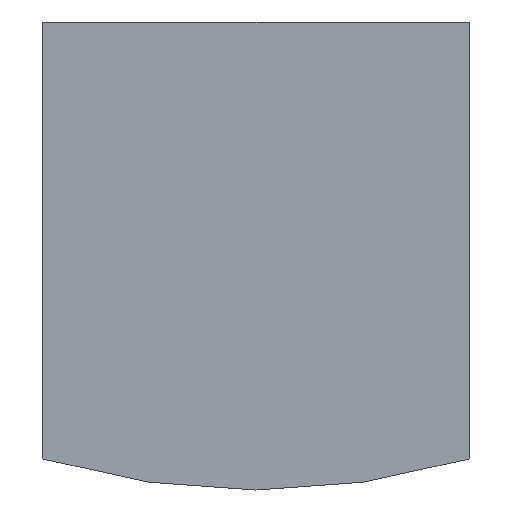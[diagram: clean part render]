
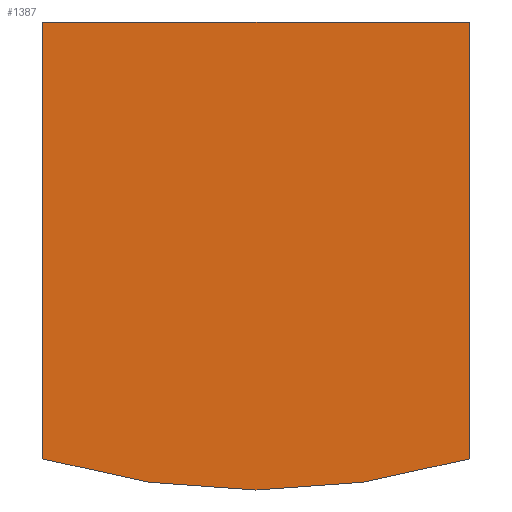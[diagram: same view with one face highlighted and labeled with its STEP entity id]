
A CAD part, left-side view. The second image highlights one B-rep face of the part: STEP entity #1387.
In plain terms, the highlighted planar face has unit normal (-1, 0, 0).
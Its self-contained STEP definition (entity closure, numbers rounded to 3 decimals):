
#70=CARTESIAN_POINT('Vertex',(-1.,4.5,4.)) ;
#73=CARTESIAN_POINT('Axis2P3D Location',(-1.,14.5,37.541)) ;
#77=CARTESIAN_POINT('Vertex',(-1.,24.5,4.)) ;
#358=CARTESIAN_POINT('Vertex',(-1.,4.5,24.5)) ;
#361=CARTESIAN_POINT('Line Origine',(-1.,4.5,14.25)) ;
#643=CARTESIAN_POINT('Line Origine',(-1.,24.5,14.25)) ;
#647=CARTESIAN_POINT('Vertex',(-1.,24.5,24.5)) ;
#1318=CARTESIAN_POINT('Line Origine',(-1.,14.5,24.5)) ;
#1376=CARTESIAN_POINT('Axis2P3D Location',(-1.,0.,0.)) ;
#74=DIRECTION('Axis2P3D Direction',(-1.,0.,0.)) ;
#362=DIRECTION('Vector Direction',(0.,0.,1.)) ;
#644=DIRECTION('Vector Direction',(0.,0.,-1.)) ;
#1319=DIRECTION('Vector Direction',(0.,1.,0.)) ;
#1377=DIRECTION('Axis2P3D Direction',(-1.,0.,0.)) ;
#1378=DIRECTION('Axis2P3D XDirection',(0.,-0.,1.)) ;
#75=AXIS2_PLACEMENT_3D('Circle Axis2P3D',#73,#74,$) ;
#1379=AXIS2_PLACEMENT_3D('Plane Axis2P3D',#1376,#1377,#1378) ;
#1382=ORIENTED_EDGE('',*,*,#1322,.T.) ;
#1383=ORIENTED_EDGE('',*,*,#649,.T.) ;
#1384=ORIENTED_EDGE('',*,*,#79,.T.) ;
#1385=ORIENTED_EDGE('',*,*,#365,.T.) ;
#363=VECTOR('Line Direction',#362,1.) ;
#645=VECTOR('Line Direction',#644,1.) ;
#1320=VECTOR('Line Direction',#1319,1.) ;
#1387=ADVANCED_FACE('Solid_Simplified',(#1386),#1380,.T.) ;
#76=CIRCLE('generated circle',#75,35.) ;
#79=EDGE_CURVE('',#78,#71,#76,.T.) ;
#365=EDGE_CURVE('',#71,#359,#364,.T.) ;
#649=EDGE_CURVE('',#648,#78,#646,.T.) ;
#1322=EDGE_CURVE('',#359,#648,#1321,.T.) ;
#1381=EDGE_LOOP('',(#1382,#1383,#1384,#1385)) ;
#1386=FACE_OUTER_BOUND('',#1381,.T.) ;
#364=LINE('Line',#361,#363) ;
#646=LINE('Line',#643,#645) ;
#1321=LINE('Line',#1318,#1320) ;
#1380=PLANE('Plane',#1379) ;
#71=VERTEX_POINT('',#70) ;
#78=VERTEX_POINT('',#77) ;
#359=VERTEX_POINT('',#358) ;
#648=VERTEX_POINT('',#647) ;
